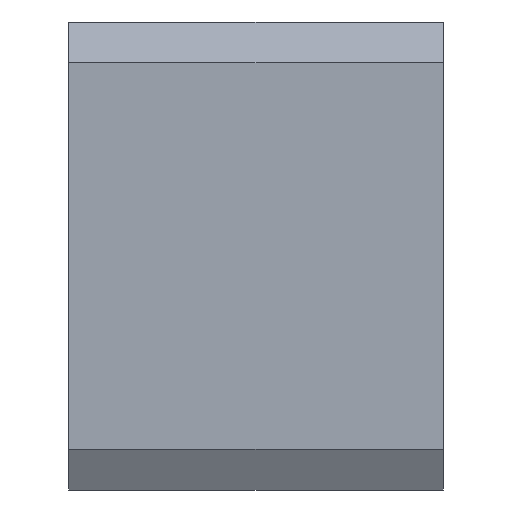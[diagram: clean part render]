
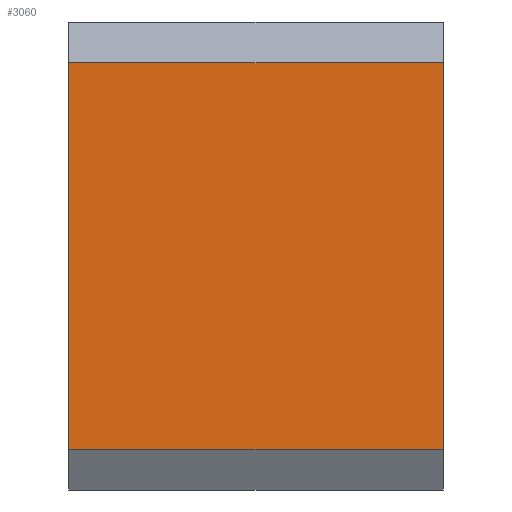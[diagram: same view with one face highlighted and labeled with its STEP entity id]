
A CAD part, front view. The second image highlights one B-rep face of the part: STEP entity #3060.
In plain terms, the highlighted planar face has unit normal (0, -1, 0).
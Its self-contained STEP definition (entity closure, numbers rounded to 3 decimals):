
#306=FACE_OUTER_BOUND('',#487,.T.);
#487=EDGE_LOOP('',(#2747,#2748,#2749,#2750));
#822=LINE('',#5010,#1167);
#834=LINE('',#5033,#1179);
#835=LINE('',#5036,#1180);
#836=LINE('',#5037,#1181);
#1167=VECTOR('',#4124,10.);
#1179=VECTOR('',#4146,10.);
#1180=VECTOR('',#4149,10.);
#1181=VECTOR('',#4150,10.);
#1471=VERTEX_POINT('',#5007);
#1472=VERTEX_POINT('',#5009);
#1478=VERTEX_POINT('',#5031);
#1479=VERTEX_POINT('',#5035);
#1894=EDGE_CURVE('',#1471,#1472,#822,.T.);
#1906=EDGE_CURVE('',#1471,#1478,#834,.T.);
#1907=EDGE_CURVE('',#1479,#1478,#835,.T.);
#1908=EDGE_CURVE('',#1472,#1479,#836,.T.);
#2747=ORIENTED_EDGE('',*,*,#1906,.T.);
#2748=ORIENTED_EDGE('',*,*,#1907,.F.);
#2749=ORIENTED_EDGE('',*,*,#1908,.F.);
#2750=ORIENTED_EDGE('',*,*,#1894,.F.);
#2903=PLANE('',#3323);
#3060=ADVANCED_FACE('',(#306),#2903,.T.);
#3323=AXIS2_PLACEMENT_3D('',#5034,#4147,#4148);
#4124=DIRECTION('',(0.,0.,1.));
#4146=DIRECTION('',(1.,0.,0.));
#4147=DIRECTION('center_axis',(0.,-1.,0.));
#4148=DIRECTION('ref_axis',(0.,0.,-1.));
#4149=DIRECTION('',(0.,0.,-1.));
#4150=DIRECTION('',(1.,0.,0.));
#5007=CARTESIAN_POINT('',(-60.,-15.,-62.01));
#5009=CARTESIAN_POINT('',(-60.,-15.,62.01));
#5010=CARTESIAN_POINT('',(-60.,-15.,75.));
#5031=CARTESIAN_POINT('',(60.,-15.,-62.01));
#5033=CARTESIAN_POINT('',(0.,-15.,-62.01));
#5034=CARTESIAN_POINT('Origin',(0.,-15.,62.01));
#5035=CARTESIAN_POINT('',(60.,-15.,62.01));
#5036=CARTESIAN_POINT('',(60.,-15.,75.));
#5037=CARTESIAN_POINT('',(0.,-15.,62.01));
